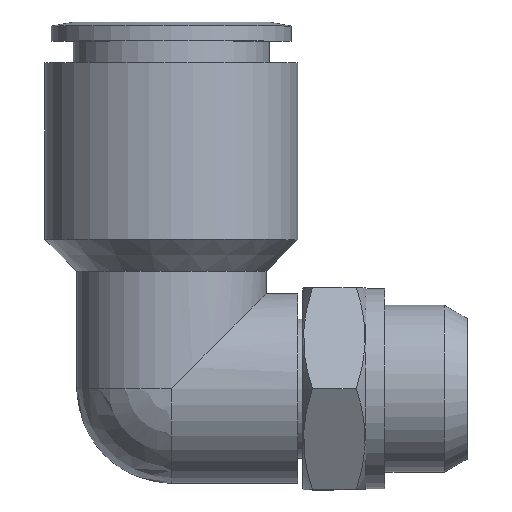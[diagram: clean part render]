
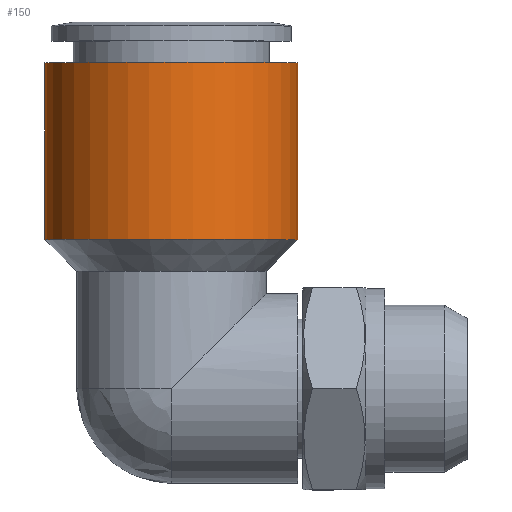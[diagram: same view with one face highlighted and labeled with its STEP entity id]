
A CAD part, top view. The second image highlights one B-rep face of the part: STEP entity #150.
In plain terms, the highlighted cylindrical face has radius 10 mm (diameter 20 mm), a partial arc.
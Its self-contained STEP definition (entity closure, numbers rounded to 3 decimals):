
#109=CARTESIAN_POINT('',(0.0,18.8,0.0));
#110=DIRECTION('',(0.0,1.0,0.0));
#111=DIRECTION('',(-1.0,0.0,0.0));
#112=AXIS2_PLACEMENT_3D('',#109,#110,#111);
#113=CYLINDRICAL_SURFACE('',#112,10.0);
#114=CARTESIAN_POINT('',(-10.0,11.8,0.0));
#115=VERTEX_POINT('',#114);
#116=CARTESIAN_POINT('',(-10.0,25.8,0.0));
#117=VERTEX_POINT('',#116);
#118=CARTESIAN_POINT('',(-10.0,11.8,0.0));
#119=DIRECTION('',(0.0,1.0,0.0));
#120=VECTOR('',#119,14.);
#121=LINE('',#118,#120);
#122=EDGE_CURVE('',#115,#117,#121,.T.);
#123=ORIENTED_EDGE('',*,*,#122,.F.);
#124=CARTESIAN_POINT('',(10.0,11.8,0.));
#125=VERTEX_POINT('',#124);
#126=CARTESIAN_POINT('',(0.0,11.8,0.0));
#127=DIRECTION('',(0.0,1.0,0.0));
#128=DIRECTION('',(-1.0,0.0,0.0));
#129=AXIS2_PLACEMENT_3D('',#126,#127,#128);
#130=CIRCLE('',#129,10.0);
#131=EDGE_CURVE('',#115,#125,#130,.T.);
#132=ORIENTED_EDGE('',*,*,#131,.T.);
#133=CARTESIAN_POINT('',(10.0,25.8,0.));
#134=VERTEX_POINT('',#133);
#135=CARTESIAN_POINT('',(10.0,25.8,0.));
#136=DIRECTION('',(0.0,-1.0,0.0));
#137=VECTOR('',#136,14.0);
#138=LINE('',#135,#137);
#139=EDGE_CURVE('',#134,#125,#138,.T.);
#140=ORIENTED_EDGE('',*,*,#139,.F.);
#141=CARTESIAN_POINT('',(0.0,25.8,0.0));
#142=DIRECTION('',(0.0,1.0,0.0));
#143=DIRECTION('',(-1.0,0.0,0.0));
#144=AXIS2_PLACEMENT_3D('',#141,#142,#143);
#145=CIRCLE('',#144,10.0);
#146=EDGE_CURVE('',#117,#134,#145,.T.);
#147=ORIENTED_EDGE('',*,*,#146,.F.);
#148=EDGE_LOOP('',(#123,#132,#140,#147));
#149=FACE_OUTER_BOUND('',#148,.T.);
#150=ADVANCED_FACE('',(#149),#113,.T.);
